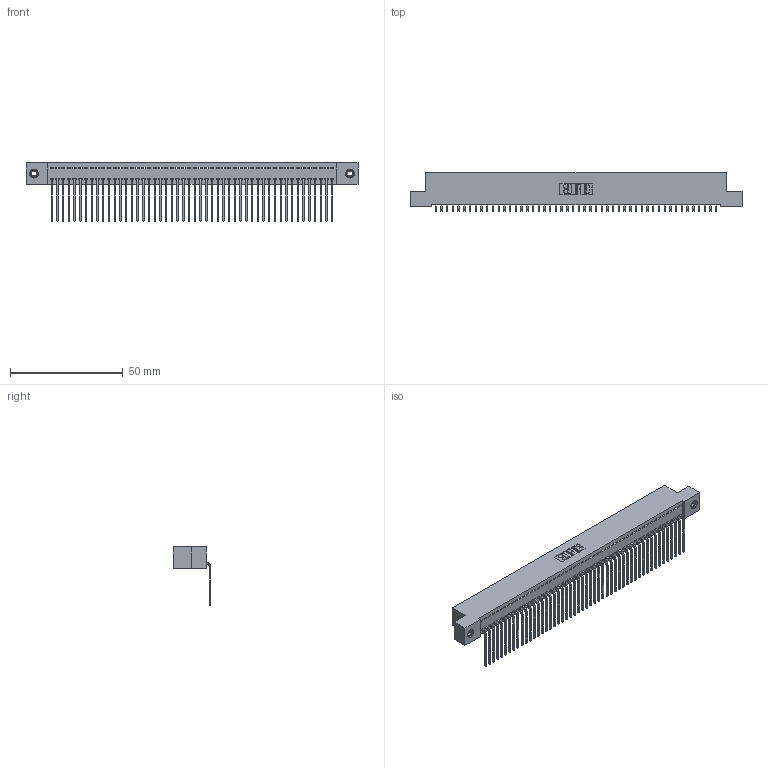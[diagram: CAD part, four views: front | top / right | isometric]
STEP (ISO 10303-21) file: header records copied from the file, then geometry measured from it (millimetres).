
FILE_DESCRIPTION (( 'STEP AP203' ), '1' );
FILE_NAME ('342-050-559-108.STEP', '2018-08-12T20:29:07', ( '' ), ( '' ), 'SwSTEP 2.0', 'SolidWorks 2016', '' );
FILE_SCHEMA (( 'CONFIG_CONTROL_DESIGN' ));
Length unit declared in the file: inch
Products named in the file (4): 345-250-001_345-250-003-102; 342-050-559-108; 342 Part_TI; 345-292-001_558 559 Tail - 1
Assembly tree (53 placements, depth 2):
  342-050-559-108
    342 Part_TI
    345-292-001_558 559 Tail - 1  x50
    345-250-001_345-250-003-102  x2
Bounding box: 147.32 x 16.83 x 25.78 mm (x, y, z)
Volume: 13107.4 mm3; surface area: 20360.9 mm2
Topology: 53 solids, 53 shells, 3170 faces, 9535 edges, 6282 vertices
Faces by surface type: plane 2298, cylinder 856, cone 12, torus 4
Entity records: 30670 total; most frequent: CARTESIAN_POINT 5271, ORIENTED_EDGE 5250, DIRECTION 4463, EDGE_CURVE 2625, VECTOR 2477, LINE 2477, VERTEX_POINT 1744, AXIS2_PLACEMENT_3D 993
